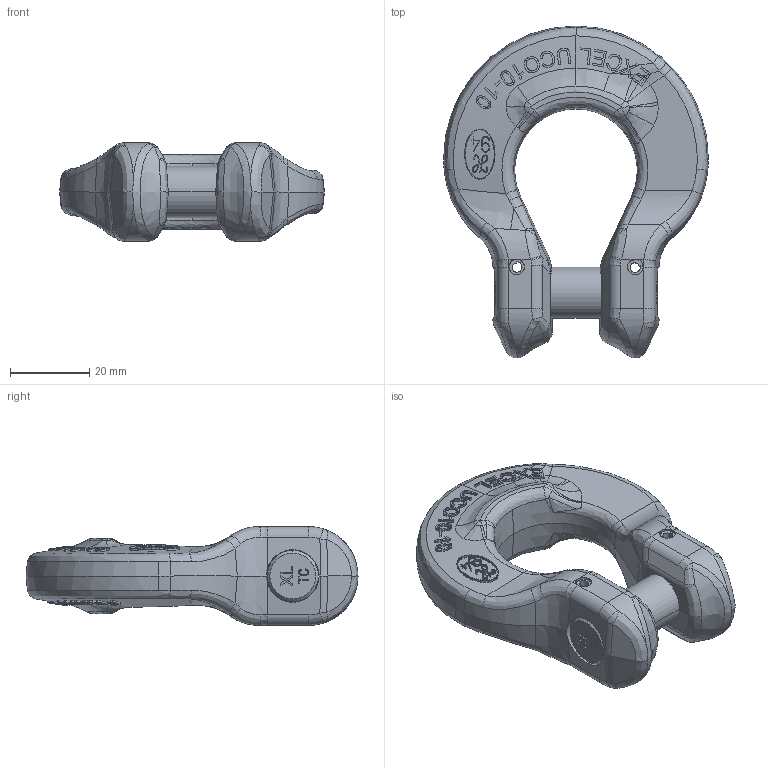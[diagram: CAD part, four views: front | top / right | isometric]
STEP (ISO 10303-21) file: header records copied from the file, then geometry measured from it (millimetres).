
FILE_DESCRIPTION(('STEP AP214'),'1');
FILE_NAME('uco10.stp','2018-02-28T09:17:03',('TraceParts'),('TraceParts S.A.'),'Spatial InterOp 3D',' ',' ');
FILE_SCHEMA(('automotive_design'));
Length unit declared in the file: millimetre
Products named in the file (4): uco10_1; uco10_2; uco10_3; uco10_4
Bounding box: 67 x 84 x 25 mm (x, y, z)
Volume: 45989.7 mm3; surface area: 15542.3 mm2
Topology: 4 solids, 4 shells, 814 faces, 2088 edges, 1315 vertices
Faces by surface type: bspline 418, plane 275, cylinder 83, cone 38
Entity records: 49706 total; most frequent: CARTESIAN_POINT 27065, ORIENTED_EDGE 4158, EDGE_CURVE 2079, DIRECTION 1973, VERTEX_POINT 1315, B_SPLINE_CURVE_WITH_KNOTS 1081, EDGE_LOOP 872, STYLED_ITEM 818
